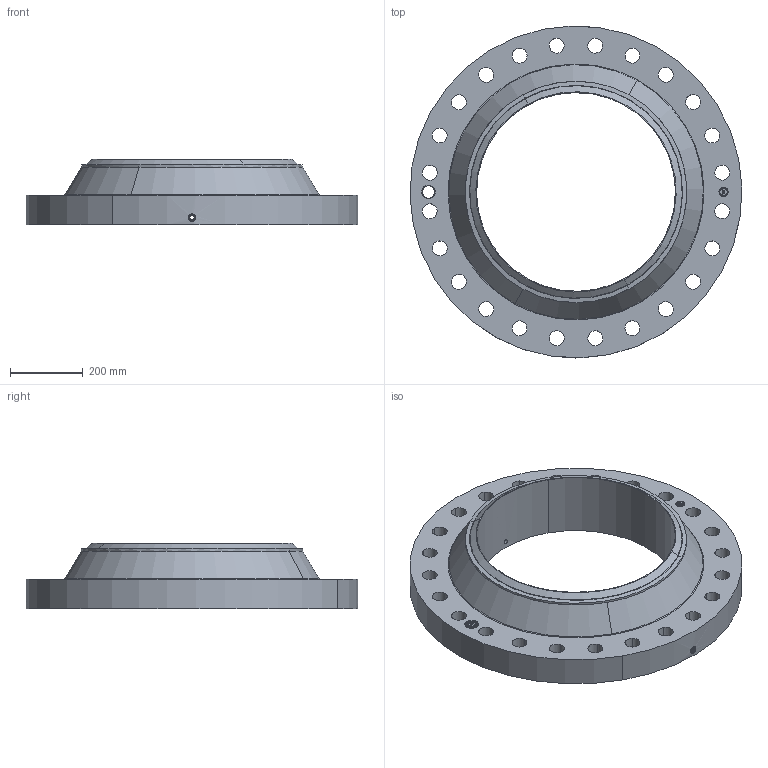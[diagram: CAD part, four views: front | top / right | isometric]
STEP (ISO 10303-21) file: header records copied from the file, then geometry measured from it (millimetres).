
FILE_DESCRIPTION(('3D STEP'),'2;1');
FILE_NAME('24-300-RTJ-WELD-NECK-80-ORIF-FLANGE.stp','2013-10-19T14:53:42+00:00',('Texas Flange'),(''),'CATIA Version 5 Release 20 SP 6 (IN-10)','CATIA V5 STEP AP214','800-826-3801');
FILE_SCHEMA(('AUTOMOTIVE_DESIGN { 1 0 10303 214 1 1 1 1 }'));
Length unit declared in the file: inch
Products named in the file (1): 24-300-RTJ-WELD-NECK-80-ORIF-FLANGE
Bounding box: 914.15 x 914.4 x 179.27 mm (x, y, z)
Volume: 39675140.6 mm3; surface area: 1738338 mm2
Topology: 1 solids, 1 shells, 837 faces, 2272 edges, 1457 vertices
Faces by surface type: plane 370, bspline 269, cylinder 132, cone 54, torus 8, revolution 4
Entity records: 35413 total; most frequent: CARTESIAN_POINT 14794, ORIENTED_EDGE 4544, EDGE_CURVE 2272, DIRECTION 2235, VERTEX_POINT 1457, VECTOR 1225, LINE 1225, EDGE_LOOP 913
